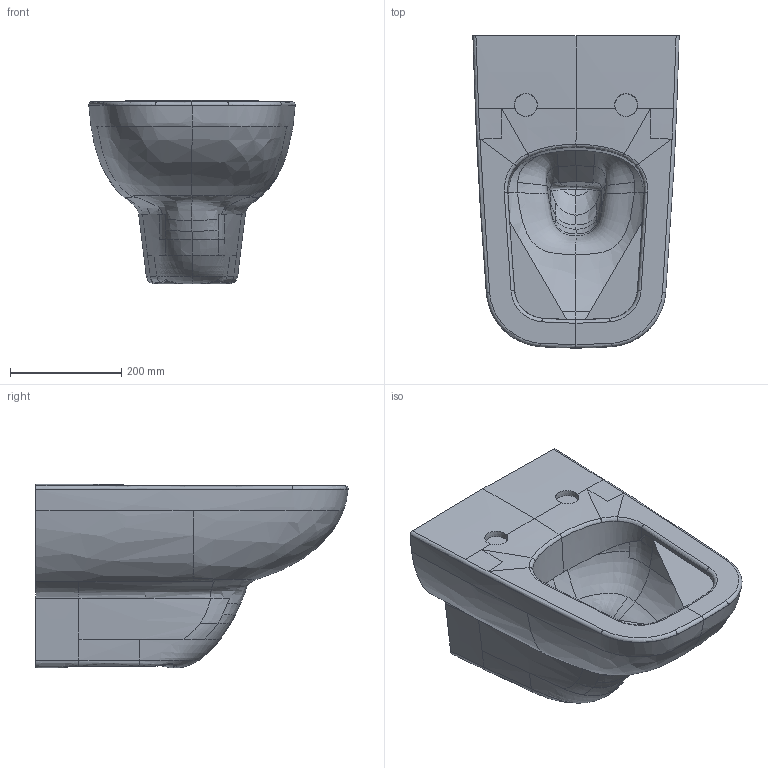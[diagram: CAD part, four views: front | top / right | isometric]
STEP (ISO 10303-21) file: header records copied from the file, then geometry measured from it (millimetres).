
FILE_DESCRIPTION(/* description */ (''),/* implementation_level */ '2;1');
FILE_NAME(/* name */ '5607R0_C12_Joyce_WWC_DirectFlush.stp',/* time_stamp */ '2019-01-29T09:00:41+01:00',/* author */ (''),/* organization */ (''),/* preprocessor_version */ 'ST-DEVELOPER v16',/* originating_system */ 'SIEMENS PLM Software NX 10.0',/* authorisation */ '');
FILE_SCHEMA (('AUTOMOTIVE_DESIGN { 1 0 10303 214 3 1 1 1 }'));
Products named in the file (1): math29E4DE732wu8
Bounding box: 370.16 x 560 x 330 mm (x, y, z)
Volume: 20946049.2 mm3; surface area: 907415.1 mm2
Topology: 1 solids, 1 shells, 275 faces, 728 edges, 445 vertices
Faces by surface type: bspline 220, plane 23, cylinder 18, cone 8, torus 6
Entity records: 44080 total; most frequent: CARTESIAN_POINT 39424, ORIENTED_EDGE 1428, EDGE_CURVE 714, B_SPLINE_CURVE_WITH_KNOTS 597, VERTEX_POINT 443, EDGE_LOOP 277, ADVANCED_FACE 275, FACE_OUTER_BOUND 273
